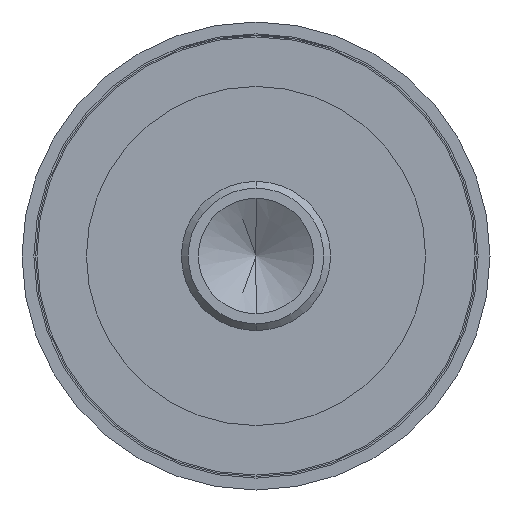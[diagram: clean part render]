
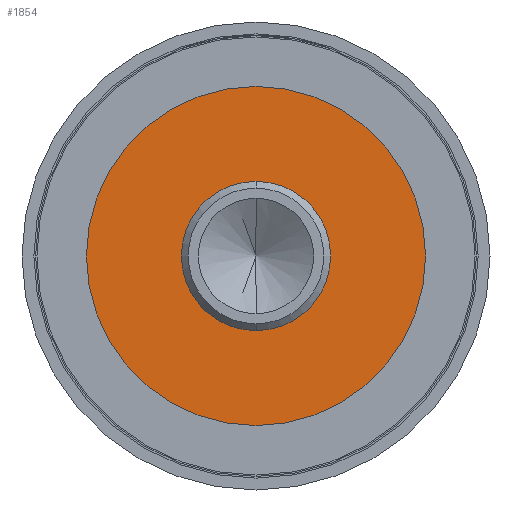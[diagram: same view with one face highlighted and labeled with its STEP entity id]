
A CAD part, front view. The second image highlights one B-rep face of the part: STEP entity #1854.
In plain terms, the highlighted planar face has unit normal (0, -1, 0).
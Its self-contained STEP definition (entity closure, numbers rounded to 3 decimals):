
#153 = VERTEX_POINT ( 'NONE', #169 ) ;
#169 = CARTESIAN_POINT ( 'NONE',  ( 0., 0., -2.5 ) ) ;
#299 = CARTESIAN_POINT ( 'NONE',  ( 0., 0., 0. ) ) ;
#324 = DIRECTION ( 'NONE',  ( 0., 1., 0. ) ) ;
#585 = VERTEX_POINT ( 'NONE', #2575 ) ;
#638 = PLANE ( 'NONE',  #4098 ) ;
#686 = FACE_OUTER_BOUND ( 'NONE', #1372, .T. ) ;
#706 = CARTESIAN_POINT ( 'NONE',  ( 2.5, 0., 0. ) ) ;
#776 = DIRECTION ( 'NONE',  ( 0., -1., 0. ) ) ;
#972 = AXIS2_PLACEMENT_3D ( 'NONE', #2097, #4607, #1112 ) ;
#1112 = DIRECTION ( 'NONE',  ( 0., 0., -1. ) ) ;
#1275 = CIRCLE ( 'NONE', #2172, 2.5 ) ;
#1372 = EDGE_LOOP ( 'NONE', ( #3109, #4135 ) ) ;
#1380 = DIRECTION ( 'NONE',  ( 0., 0., -1. ) ) ;
#1392 = VERTEX_POINT ( 'NONE', #3689 ) ;
#1493 = DIRECTION ( 'NONE',  ( 0., 0., -1. ) ) ;
#1719 = CIRCLE ( 'NONE', #2325, 1.1 ) ;
#1756 = FACE_BOUND ( 'NONE', #3011, .T. ) ;
#1800 = CIRCLE ( 'NONE', #3209, 1.1 ) ;
#1854 = ADVANCED_FACE ( 'Defeature ausgef�hrt2_1', ( #1756, #686 ), #638, .T. ) ;
#1984 = VERTEX_POINT ( 'NONE', #2061 ) ;
#2061 = CARTESIAN_POINT ( 'NONE',  ( 0., 0., -1.1 ) ) ;
#2097 = CARTESIAN_POINT ( 'NONE',  ( 0., 0., 0. ) ) ;
#2103 = CARTESIAN_POINT ( 'NONE',  ( 0., 0., 0. ) ) ;
#2172 = AXIS2_PLACEMENT_3D ( 'NONE', #3963, #776, #1493 ) ;
#2325 = AXIS2_PLACEMENT_3D ( 'NONE', #2103, #3849, #1380 ) ;
#2450 = DIRECTION ( 'NONE',  ( 0., -1., 0. ) ) ;
#2575 = CARTESIAN_POINT ( 'NONE',  ( 0., 0., 2.5 ) ) ;
#2809 = EDGE_CURVE ( 'Defeature ausgef�hrt2_1+Defeature ausgef�hrt2_0+Defeature ausgef�hrt2_0+Defeature ausgef�hrt2_0', #585, #153, #3584, .T. ) ;
#2839 = EDGE_CURVE ( 'Defeature ausgef�hrt2_1+Defeature ausgef�hrt2_14+Defeature ausgef�hrt2_14+Defeature ausgef�hrt2_14', #1392, #1984, #1800, .T. ) ;
#3011 = EDGE_LOOP ( 'NONE', ( #4277, #4487 ) ) ;
#3109 = ORIENTED_EDGE ( 'NONE', *, *, #3646, .T. ) ;
#3164 = DIRECTION ( 'NONE',  ( 0., 0., -1. ) ) ;
#3209 = AXIS2_PLACEMENT_3D ( 'NONE', #299, #324, #3164 ) ;
#3488 = EDGE_CURVE ( 'Defeature ausgef�hrt2_1+Defeature ausgef�hrt2_14+Defeature ausgef�hrt2_14+Defeature ausgef�hrt2_14', #1984, #1392, #1719, .T. ) ;
#3584 = CIRCLE ( 'NONE', #972, 2.5 ) ;
#3646 = EDGE_CURVE ( 'Defeature ausgef�hrt2_1+Defeature ausgef�hrt2_0+Defeature ausgef�hrt2_0+Defeature ausgef�hrt2_0', #153, #585, #1275, .T. ) ;
#3689 = CARTESIAN_POINT ( 'NONE',  ( 0., 0., 1.1 ) ) ;
#3849 = DIRECTION ( 'NONE',  ( 0., 1., 0. ) ) ;
#3963 = CARTESIAN_POINT ( 'NONE',  ( 0., 0., 0. ) ) ;
#4098 = AXIS2_PLACEMENT_3D ( 'NONE', #706, #2450, #4214 ) ;
#4135 = ORIENTED_EDGE ( 'NONE', *, *, #2809, .T. ) ;
#4214 = DIRECTION ( 'NONE',  ( 0., 0., -1. ) ) ;
#4277 = ORIENTED_EDGE ( 'NONE', *, *, #2839, .T. ) ;
#4487 = ORIENTED_EDGE ( 'NONE', *, *, #3488, .T. ) ;
#4607 = DIRECTION ( 'NONE',  ( 0., -1., 0. ) ) ;
